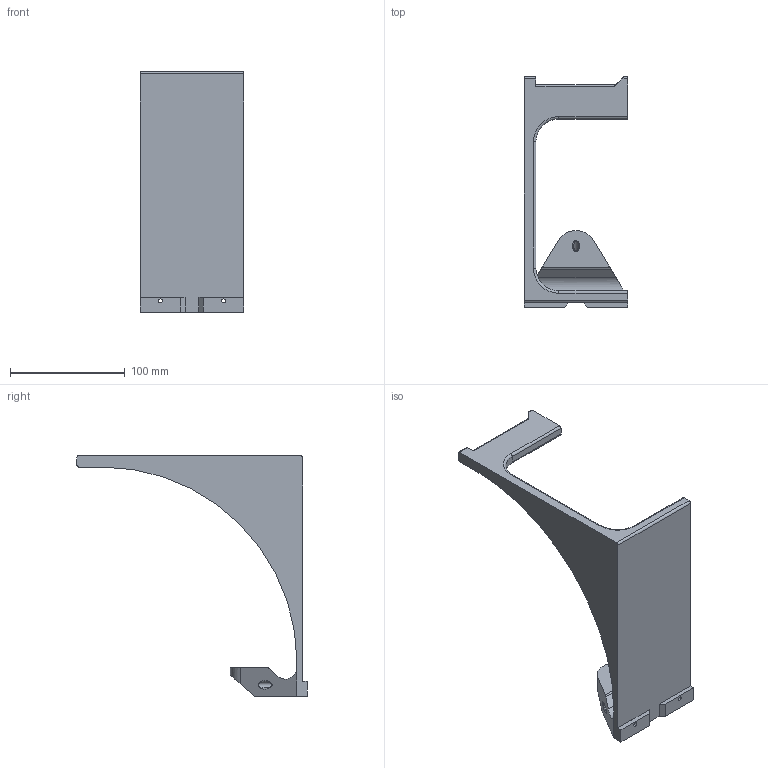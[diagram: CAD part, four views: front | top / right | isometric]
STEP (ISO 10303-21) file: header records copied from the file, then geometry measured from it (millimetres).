
FILE_DESCRIPTION(('FreeCAD Model'),'2;1');
FILE_NAME('Open CASCADE Shape Model','2024-09-13T11:41:20',(''),(''), 'Open CASCADE STEP processor 7.7','FreeCAD','Unknown');
FILE_SCHEMA(('AUTOMOTIVE_DESIGN { 1 0 10303 214 1 1 1 1 }'));
Length unit declared in the file: millimetre
Products named in the file (1): Body
Bounding box: 90 x 201 x 210 mm (x, y, z)
Volume: 235778.5 mm3; surface area: 77783.3 mm2
Topology: 1 solids, 1 shells, 68 faces, 186 edges, 121 vertices
Faces by surface type: plane 34, cylinder 25, torus 5, bspline 4
Full cylindrical faces by diameter (mm): 3.4 x2, 4.4 x2, 5.4 x2
Entity records: 4818 total; most frequent: CARTESIAN_POINT 3052, ORIENTED_EDGE 372, DIRECTION 360, EDGE_CURVE 186, AXIS2_PLACEMENT_3D 121, VERTEX_POINT 121, LINE 118, VECTOR 118
